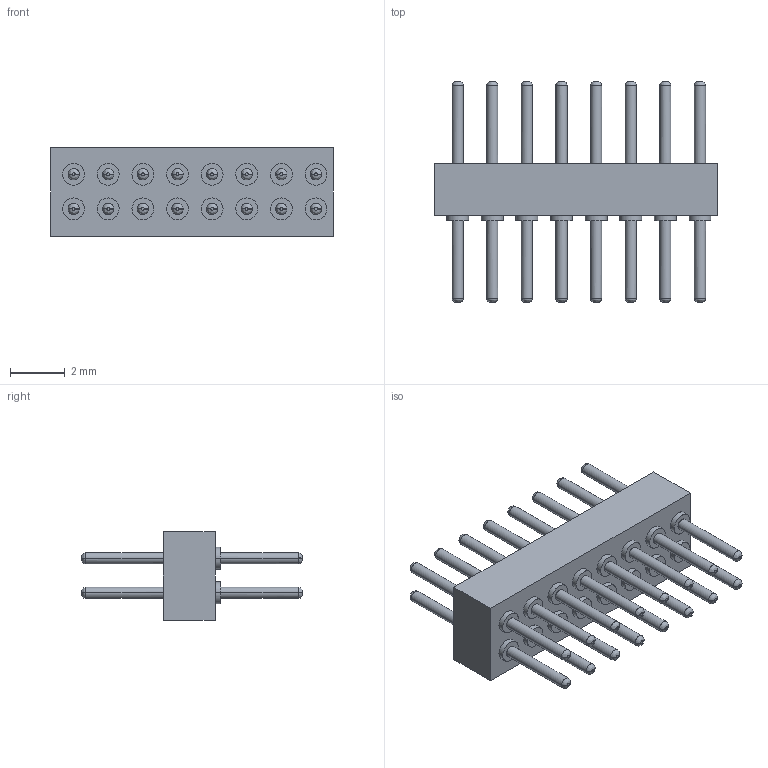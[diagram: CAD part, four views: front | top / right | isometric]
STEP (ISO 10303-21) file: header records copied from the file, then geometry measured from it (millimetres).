
FILE_DESCRIPTION( ('This file contains a STEP AP42 implementation' ,'as created by ZW3D STEP Interface translator.') ,'2;1' );
FILE_NAME( '3514-192XXSXX081X1.stp' ,'231011. 84626', (''), ('ZWCAD Software Co.'), 'Version 1.0', 'ZW3D to STEP translator', '' );
FILE_SCHEMA(('AUTOMOTIVE_DESIGN { 1 0 10303 214 1 1 1 1 }'));
Length unit declared in the file: millimetre
Products named in the file (2): 0; 3514-19220SXX081X1
Bounding box: 10.37 x 8.1 x 3.25 mm (x, y, z)
Volume: 77.5 mm3; surface area: 287.2 mm2
Topology: 1 solids, 33 shells, 534 faces, 1100 edges, 680 vertices
Faces by surface type: bspline 368, plane 134, cone 32
Entity records: 29848 total; most frequent: CARTESIAN_POINT 21955, ORIENTED_EDGE 2200, EDGE_CURVE 1100, B_SPLINE_CURVE_WITH_KNOTS 904, VERTEX_POINT 680, EDGE_LOOP 582, FACE_OUTER_BOUND 534, ADVANCED_FACE 534
